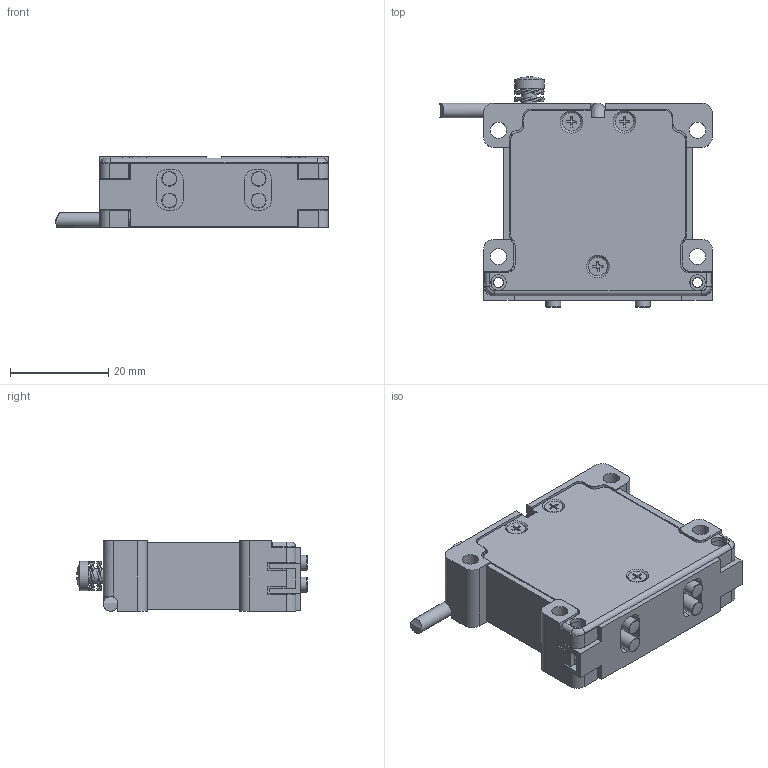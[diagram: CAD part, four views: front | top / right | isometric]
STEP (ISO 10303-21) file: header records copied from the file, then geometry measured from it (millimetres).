
FILE_DESCRIPTION (( 'STEP AP203' ), '1' );
FILE_NAME ('HR4_motor552350625.STEP', '2015-10-29T09:54:47', ( '' ), ( '' ), 'SwSTEP 2.0', 'SolidWorks 2014', '' );
FILE_SCHEMA (( 'CONFIG_CONTROL_DESIGN' ));
Length unit declared in the file: millimetre
Products named in the file (2): HR4_motor552350625
Bounding box: 55.55 x 46.98 x 14.4 mm (x, y, z)
Volume: 22862.2 mm3; surface area: 13478.5 mm2
Topology: 14 solids, 14 shells, 657 faces, 1884 edges, 1232 vertices
Faces by surface type: plane 376, cylinder 176, bspline 93, cone 12
Full cylindrical faces by diameter (mm): 0.5 x4, 2 x5, 2.4 x3, 2.5 x1, 3 x6, 3.05 x4, 3.2 x4, 3.3 x4, 3.5 x4, 3.8 x3, 6 x1
Entity records: 24172 total; most frequent: CARTESIAN_POINT 7892, ORIENTED_EDGE 3600, DIRECTION 2885, EDGE_CURVE 1800, VERTEX_POINT 1207, VECTOR 1065, LINE 1065, AXIS2_PLACEMENT_3D 910
